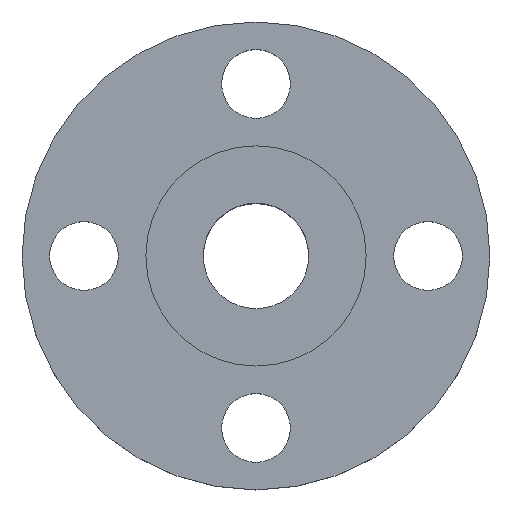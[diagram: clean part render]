
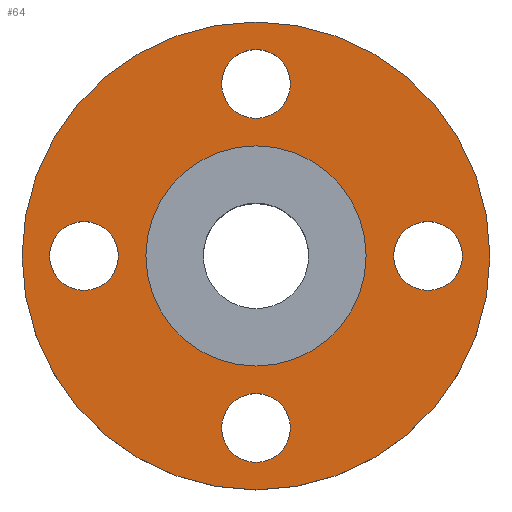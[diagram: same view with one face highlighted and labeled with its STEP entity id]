
A CAD part, top view. The second image highlights one B-rep face of the part: STEP entity #64.
In plain terms, the highlighted planar face has unit normal (0, 0, 1).
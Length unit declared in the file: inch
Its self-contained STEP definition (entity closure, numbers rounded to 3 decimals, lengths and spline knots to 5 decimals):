
#3 = VERTEX_POINT ( 'NONE', #327 ) ;
#7 = VERTEX_POINT ( 'NONE', #149 ) ;
#16 = CARTESIAN_POINT ( 'NONE',  ( -1.875, 0., -0.0625 ) ) ;
#17 = DIRECTION ( 'NONE',  ( 0., 0., 1. ) ) ;
#21 = PLANE ( 'NONE',  #133 ) ;
#29 = EDGE_CURVE ( 'NONE', #7, #475, #519, .T. ) ;
#42 = VERTEX_POINT ( 'NONE', #472 ) ;
#58 = DIRECTION ( 'NONE',  ( 0., 0., 1. ) ) ;
#64 = ADVANCED_FACE ( 'NONE', ( #409, #152, #283, #771, #82, #814 ), #21, .F. ) ;
#70 = DIRECTION ( 'NONE',  ( 1., 0., 0. ) ) ;
#75 = CIRCLE ( 'NONE', #189, 0.3125 ) ;
#78 = CARTESIAN_POINT ( 'NONE',  ( 0., -1.5625, -0.0625 ) ) ;
#79 = EDGE_LOOP ( 'NONE', ( #666, #329 ) ) ;
#82 = FACE_BOUND ( 'NONE', #123, .T. ) ;
#85 = CIRCLE ( 'NONE', #709, 1. ) ;
#86 = EDGE_LOOP ( 'NONE', ( #624, #610 ) ) ;
#99 = CIRCLE ( 'NONE', #692, 1. ) ;
#111 = VERTEX_POINT ( 'NONE', #768 ) ;
#120 = DIRECTION ( 'NONE',  ( 1., 0., 0. ) ) ;
#122 = ORIENTED_EDGE ( 'NONE', *, *, #588, .F. ) ;
#123 = EDGE_LOOP ( 'NONE', ( #454, #581 ) ) ;
#128 = VERTEX_POINT ( 'NONE', #16 ) ;
#133 = AXIS2_PLACEMENT_3D ( 'NONE', #616, #550, #368 ) ;
#138 = DIRECTION ( 'NONE',  ( 0., 0., 1. ) ) ;
#139 = ORIENTED_EDGE ( 'NONE', *, *, #417, .F. ) ;
#141 = DIRECTION ( 'NONE',  ( 0., 0., 1. ) ) ;
#142 = EDGE_LOOP ( 'NONE', ( #777, #381 ) ) ;
#144 = CARTESIAN_POINT ( 'NONE',  ( 0., 1.5625, -0.0625 ) ) ;
#148 = CIRCLE ( 'NONE', #628, 0.3125 ) ;
#149 = CARTESIAN_POINT ( 'NONE',  ( 2.125, 0., -0.0625 ) ) ;
#152 = FACE_BOUND ( 'NONE', #523, .T. ) ;
#163 = VERTEX_POINT ( 'NONE', #298 ) ;
#170 = CIRCLE ( 'NONE', #591, 0.3125 ) ;
#179 = CARTESIAN_POINT ( 'NONE',  ( 0., -1.5625, -0.0625 ) ) ;
#180 = VERTEX_POINT ( 'NONE', #223 ) ;
#189 = AXIS2_PLACEMENT_3D ( 'NONE', #144, #209, #810 ) ;
#201 = CARTESIAN_POINT ( 'NONE',  ( -1.5625, 0., -0.0625 ) ) ;
#209 = DIRECTION ( 'NONE',  ( 0., 0., 1. ) ) ;
#210 = EDGE_LOOP ( 'NONE', ( #122, #279 ) ) ;
#219 = DIRECTION ( 'NONE',  ( 0., 0., 1. ) ) ;
#223 = CARTESIAN_POINT ( 'NONE',  ( -1., 0., -0.0625 ) ) ;
#228 = ORIENTED_EDGE ( 'NONE', *, *, #474, .F. ) ;
#229 = EDGE_CURVE ( 'NONE', #42, #180, #99, .T. ) ;
#244 = CARTESIAN_POINT ( 'NONE',  ( -1.25, 0., -0.0625 ) ) ;
#247 = DIRECTION ( 'NONE',  ( 1., 0., 0. ) ) ;
#261 = EDGE_CURVE ( 'NONE', #180, #42, #85, .T. ) ;
#267 = CIRCLE ( 'NONE', #711, 0.3125 ) ;
#271 = CARTESIAN_POINT ( 'NONE',  ( 0., 0., -0.0625 ) ) ;
#279 = ORIENTED_EDGE ( 'NONE', *, *, #543, .F. ) ;
#281 = DIRECTION ( 'NONE',  ( 0., 0., 1. ) ) ;
#283 = FACE_BOUND ( 'NONE', #142, .T. ) ;
#284 = DIRECTION ( 'NONE',  ( 0., -1., 0. ) ) ;
#293 = CIRCLE ( 'NONE', #781, 0.3125 ) ;
#298 = CARTESIAN_POINT ( 'NONE',  ( -0.3125, 1.5625, -0.0625 ) ) ;
#316 = VERTEX_POINT ( 'NONE', #244 ) ;
#318 = DIRECTION ( 'NONE',  ( -1., 0., 0. ) ) ;
#327 = CARTESIAN_POINT ( 'NONE',  ( 0.3125, 1.5625, -0.0625 ) ) ;
#329 = ORIENTED_EDGE ( 'NONE', *, *, #444, .F. ) ;
#351 = CARTESIAN_POINT ( 'NONE',  ( 1.5625, 0., -0.0625 ) ) ;
#355 = VERTEX_POINT ( 'NONE', #796 ) ;
#368 = DIRECTION ( 'NONE',  ( -1., 0., 0. ) ) ;
#381 = ORIENTED_EDGE ( 'NONE', *, *, #608, .F. ) ;
#401 = DIRECTION ( 'NONE',  ( -1., 0., 0. ) ) ;
#405 = AXIS2_PLACEMENT_3D ( 'NONE', #463, #651, #318 ) ;
#407 = CARTESIAN_POINT ( 'NONE',  ( -1.5625, 0., -0.0625 ) ) ;
#409 = FACE_BOUND ( 'NONE', #210, .T. ) ;
#415 = CIRCLE ( 'NONE', #428, 0.3125 ) ;
#417 = EDGE_CURVE ( 'NONE', #355, #111, #822, .T. ) ;
#428 = AXIS2_PLACEMENT_3D ( 'NONE', #179, #559, #752 ) ;
#444 = EDGE_CURVE ( 'NONE', #128, #316, #170, .T. ) ;
#445 = AXIS2_PLACEMENT_3D ( 'NONE', #271, #141, #671 ) ;
#454 = ORIENTED_EDGE ( 'NONE', *, *, #229, .F. ) ;
#463 = CARTESIAN_POINT ( 'NONE',  ( 1.5625, 0., -0.0625 ) ) ;
#472 = CARTESIAN_POINT ( 'NONE',  ( 1., 0., -0.0625 ) ) ;
#474 = EDGE_CURVE ( 'NONE', #111, #355, #267, .T. ) ;
#475 = VERTEX_POINT ( 'NONE', #542 ) ;
#519 = CIRCLE ( 'NONE', #445, 2.125 ) ;
#523 = EDGE_LOOP ( 'NONE', ( #228, #139 ) ) ;
#524 = EDGE_CURVE ( 'NONE', #475, #7, #727, .T. ) ;
#525 = CARTESIAN_POINT ( 'NONE',  ( 0., 0., -0.0625 ) ) ;
#542 = CARTESIAN_POINT ( 'NONE',  ( -2.125, 0., -0.0625 ) ) ;
#543 = EDGE_CURVE ( 'NONE', #163, #3, #75, .T. ) ;
#547 = DIRECTION ( 'NONE',  ( 0., 1., 0. ) ) ;
#550 = DIRECTION ( 'NONE',  ( 0., 0., -1. ) ) ;
#559 = DIRECTION ( 'NONE',  ( 0., 0., 1. ) ) ;
#562 = EDGE_CURVE ( 'NONE', #316, #128, #293, .T. ) ;
#574 = EDGE_CURVE ( 'NONE', #660, #780, #765, .T. ) ;
#581 = ORIENTED_EDGE ( 'NONE', *, *, #261, .F. ) ;
#588 = EDGE_CURVE ( 'NONE', #3, #163, #148, .T. ) ;
#591 = AXIS2_PLACEMENT_3D ( 'NONE', #201, #138, #70 ) ;
#608 = EDGE_CURVE ( 'NONE', #780, #660, #415, .T. ) ;
#610 = ORIENTED_EDGE ( 'NONE', *, *, #524, .T. ) ;
#616 = CARTESIAN_POINT ( 'NONE',  ( 0., 1., -0.0625 ) ) ;
#617 = CARTESIAN_POINT ( 'NONE',  ( 0., 1.5625, -0.0625 ) ) ;
#624 = ORIENTED_EDGE ( 'NONE', *, *, #29, .T. ) ;
#628 = AXIS2_PLACEMENT_3D ( 'NONE', #617, #17, #284 ) ;
#631 = CARTESIAN_POINT ( 'NONE',  ( 0.3125, -1.5625, -0.0625 ) ) ;
#651 = DIRECTION ( 'NONE',  ( 0., 0., 1. ) ) ;
#660 = VERTEX_POINT ( 'NONE', #631 ) ;
#666 = ORIENTED_EDGE ( 'NONE', *, *, #562, .F. ) ;
#667 = DIRECTION ( 'NONE',  ( 0., 0., 1. ) ) ;
#671 = DIRECTION ( 'NONE',  ( 1., 0., 0. ) ) ;
#672 = DIRECTION ( 'NONE',  ( 1., 0., 0. ) ) ;
#675 = DIRECTION ( 'NONE',  ( 0., 0., 1. ) ) ;
#691 = CARTESIAN_POINT ( 'NONE',  ( -0.3125, -1.5625, -0.0625 ) ) ;
#692 = AXIS2_PLACEMENT_3D ( 'NONE', #713, #850, #247 ) ;
#709 = AXIS2_PLACEMENT_3D ( 'NONE', #525, #58, #120 ) ;
#711 = AXIS2_PLACEMENT_3D ( 'NONE', #351, #675, #401 ) ;
#713 = CARTESIAN_POINT ( 'NONE',  ( 0., 0., -0.0625 ) ) ;
#727 = CIRCLE ( 'NONE', #800, 2.125 ) ;
#743 = CARTESIAN_POINT ( 'NONE',  ( 0., 0., -0.0625 ) ) ;
#752 = DIRECTION ( 'NONE',  ( 0., 1., 0. ) ) ;
#765 = CIRCLE ( 'NONE', #811, 0.3125 ) ;
#768 = CARTESIAN_POINT ( 'NONE',  ( 1.875, 0., -0.0625 ) ) ;
#771 = FACE_BOUND ( 'NONE', #79, .T. ) ;
#777 = ORIENTED_EDGE ( 'NONE', *, *, #574, .F. ) ;
#780 = VERTEX_POINT ( 'NONE', #691 ) ;
#781 = AXIS2_PLACEMENT_3D ( 'NONE', #407, #667, #672 ) ;
#796 = CARTESIAN_POINT ( 'NONE',  ( 1.25, 0., -0.0625 ) ) ;
#800 = AXIS2_PLACEMENT_3D ( 'NONE', #743, #219, #819 ) ;
#810 = DIRECTION ( 'NONE',  ( 0., -1., 0. ) ) ;
#811 = AXIS2_PLACEMENT_3D ( 'NONE', #78, #281, #547 ) ;
#814 = FACE_OUTER_BOUND ( 'NONE', #86, .T. ) ;
#819 = DIRECTION ( 'NONE',  ( 1., 0., 0. ) ) ;
#822 = CIRCLE ( 'NONE', #405, 0.3125 ) ;
#850 = DIRECTION ( 'NONE',  ( 0., 0., 1. ) ) ;
